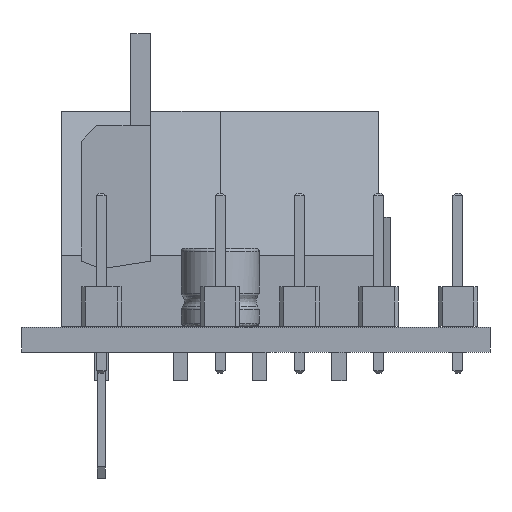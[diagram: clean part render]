
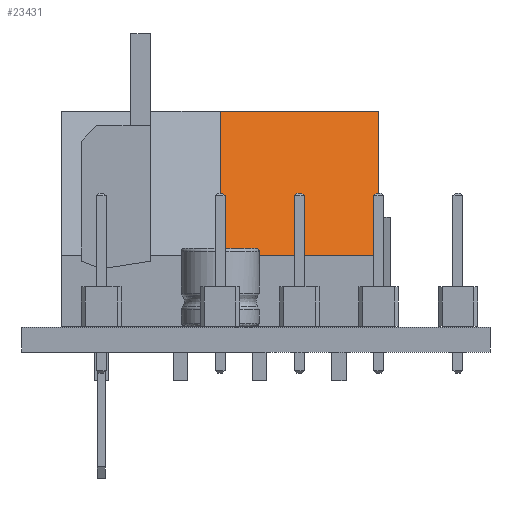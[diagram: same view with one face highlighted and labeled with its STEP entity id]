
A CAD part, left-side view. The second image highlights one B-rep face of the part: STEP entity #23431.
In plain terms, the highlighted face is planar.
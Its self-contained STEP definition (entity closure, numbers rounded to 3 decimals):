
#22940 = PLANE('',#22941);
#22941 = AXIS2_PLACEMENT_3D('',#22942,#22943,#22944);
#22942 = CARTESIAN_POINT('',(-2.54,0.3,6.9));
#22943 = DIRECTION('',(1.,0.,0.));
#22944 = DIRECTION('',(0.,0.,1.));
#23156 = VERTEX_POINT('',#23157);
#23157 = CARTESIAN_POINT('',(-2.54,5.2,4.57));
#23171 = PLANE('',#23172);
#23172 = AXIS2_PLACEMENT_3D('',#23173,#23174,#23175);
#23173 = CARTESIAN_POINT('',(-2.54,5.2,0.));
#23174 = DIRECTION('',(0.,-1.,0.));
#23175 = DIRECTION('',(0.,0.,1.));
#23183 = EDGE_CURVE('',#23184,#23156,#23186,.T.);
#23184 = VERTEX_POINT('',#23185);
#23185 = CARTESIAN_POINT('',(-2.54,2.2,13.8));
#23186 = SURFACE_CURVE('',#23187,(#23191,#23198),.PCURVE_S1.);
#23187 = LINE('',#23188,#23189);
#23188 = CARTESIAN_POINT('',(-2.54,2.2,13.8));
#23189 = VECTOR('',#23190,1.);
#23190 = DIRECTION('',(0.,0.309,-0.951));
#23191 = PCURVE('',#22940,#23192);
#23192 = DEFINITIONAL_REPRESENTATION('',(#23193),#23197);
#23193 = LINE('',#23194,#23195);
#23194 = CARTESIAN_POINT('',(6.9,-1.9));
#23195 = VECTOR('',#23196,1.);
#23196 = DIRECTION('',(-0.951,-0.309));
#23197 = ( GEOMETRIC_REPRESENTATION_CONTEXT(2) 
PARAMETRIC_REPRESENTATION_CONTEXT() REPRESENTATION_CONTEXT('2D SPACE',''
  ) );
#23198 = PCURVE('',#23199,#23204);
#23199 = PLANE('',#23200);
#23200 = AXIS2_PLACEMENT_3D('',#23201,#23202,#23203);
#23201 = CARTESIAN_POINT('',(-2.54,2.2,13.8));
#23202 = DIRECTION('',(0.,0.951,0.309));
#23203 = DIRECTION('',(0.,0.309,-0.951));
#23204 = DEFINITIONAL_REPRESENTATION('',(#23205),#23209);
#23205 = LINE('',#23206,#23207);
#23206 = CARTESIAN_POINT('',(0.,0.));
#23207 = VECTOR('',#23208,1.);
#23208 = DIRECTION('',(1.,0.));
#23209 = ( GEOMETRIC_REPRESENTATION_CONTEXT(2) 
PARAMETRIC_REPRESENTATION_CONTEXT() REPRESENTATION_CONTEXT('2D SPACE',''
  ) );
#23225 = PLANE('',#23226);
#23226 = AXIS2_PLACEMENT_3D('',#23227,#23228,#23229);
#23227 = CARTESIAN_POINT('',(-2.54,5.2,13.8));
#23228 = DIRECTION('',(0.,0.,-1.));
#23229 = DIRECTION('',(0.,-1.,0.));
#23279 = PLANE('',#23280);
#23280 = AXIS2_PLACEMENT_3D('',#23281,#23282,#23283);
#23281 = CARTESIAN_POINT('',(7.62,0.3,6.9));
#23282 = DIRECTION('',(1.,0.,0.));
#23283 = DIRECTION('',(0.,0.,1.));
#23317 = EDGE_CURVE('',#23184,#23318,#23320,.T.);
#23318 = VERTEX_POINT('',#23319);
#23319 = CARTESIAN_POINT('',(7.62,2.2,13.8));
#23320 = SURFACE_CURVE('',#23321,(#23325,#23332),.PCURVE_S1.);
#23321 = LINE('',#23322,#23323);
#23322 = CARTESIAN_POINT('',(-2.54,2.2,13.8));
#23323 = VECTOR('',#23324,1.);
#23324 = DIRECTION('',(1.,0.,0.));
#23325 = PCURVE('',#23225,#23326);
#23326 = DEFINITIONAL_REPRESENTATION('',(#23327),#23331);
#23327 = LINE('',#23328,#23329);
#23328 = CARTESIAN_POINT('',(3.,0.));
#23329 = VECTOR('',#23330,1.);
#23330 = DIRECTION('',(0.,-1.));
#23331 = ( GEOMETRIC_REPRESENTATION_CONTEXT(2) 
PARAMETRIC_REPRESENTATION_CONTEXT() REPRESENTATION_CONTEXT('2D SPACE',''
  ) );
#23332 = PCURVE('',#23199,#23333);
#23333 = DEFINITIONAL_REPRESENTATION('',(#23334),#23338);
#23334 = LINE('',#23335,#23336);
#23335 = CARTESIAN_POINT('',(0.,0.));
#23336 = VECTOR('',#23337,1.);
#23337 = DIRECTION('',(0.,-1.));
#23338 = ( GEOMETRIC_REPRESENTATION_CONTEXT(2) 
PARAMETRIC_REPRESENTATION_CONTEXT() REPRESENTATION_CONTEXT('2D SPACE',''
  ) );
#23431 = ADVANCED_FACE('',(#23432),#23199,.T.);
#23432 = FACE_BOUND('',#23433,.T.);
#23433 = EDGE_LOOP('',(#23434,#23435,#23458,#23479));
#23434 = ORIENTED_EDGE('',*,*,#23317,.T.);
#23435 = ORIENTED_EDGE('',*,*,#23436,.T.);
#23436 = EDGE_CURVE('',#23318,#23437,#23439,.T.);
#23437 = VERTEX_POINT('',#23438);
#23438 = CARTESIAN_POINT('',(7.62,5.2,4.57));
#23439 = SURFACE_CURVE('',#23440,(#23444,#23451),.PCURVE_S1.);
#23440 = LINE('',#23441,#23442);
#23441 = CARTESIAN_POINT('',(7.62,2.2,13.8));
#23442 = VECTOR('',#23443,1.);
#23443 = DIRECTION('',(0.,0.309,-0.951));
#23444 = PCURVE('',#23199,#23445);
#23445 = DEFINITIONAL_REPRESENTATION('',(#23446),#23450);
#23446 = LINE('',#23447,#23448);
#23447 = CARTESIAN_POINT('',(0.,-10.16));
#23448 = VECTOR('',#23449,1.);
#23449 = DIRECTION('',(1.,0.));
#23450 = ( GEOMETRIC_REPRESENTATION_CONTEXT(2) 
PARAMETRIC_REPRESENTATION_CONTEXT() REPRESENTATION_CONTEXT('2D SPACE',''
  ) );
#23451 = PCURVE('',#23279,#23452);
#23452 = DEFINITIONAL_REPRESENTATION('',(#23453),#23457);
#23453 = LINE('',#23454,#23455);
#23454 = CARTESIAN_POINT('',(6.9,-1.9));
#23455 = VECTOR('',#23456,1.);
#23456 = DIRECTION('',(-0.951,-0.309));
#23457 = ( GEOMETRIC_REPRESENTATION_CONTEXT(2) 
PARAMETRIC_REPRESENTATION_CONTEXT() REPRESENTATION_CONTEXT('2D SPACE',''
  ) );
#23458 = ORIENTED_EDGE('',*,*,#23459,.F.);
#23459 = EDGE_CURVE('',#23156,#23437,#23460,.T.);
#23460 = SURFACE_CURVE('',#23461,(#23465,#23472),.PCURVE_S1.);
#23461 = LINE('',#23462,#23463);
#23462 = CARTESIAN_POINT('',(-2.54,5.2,4.57));
#23463 = VECTOR('',#23464,1.);
#23464 = DIRECTION('',(1.,0.,0.));
#23465 = PCURVE('',#23199,#23466);
#23466 = DEFINITIONAL_REPRESENTATION('',(#23467),#23471);
#23467 = LINE('',#23468,#23469);
#23468 = CARTESIAN_POINT('',(9.705,0.));
#23469 = VECTOR('',#23470,1.);
#23470 = DIRECTION('',(0.,-1.));
#23471 = ( GEOMETRIC_REPRESENTATION_CONTEXT(2) 
PARAMETRIC_REPRESENTATION_CONTEXT() REPRESENTATION_CONTEXT('2D SPACE',''
  ) );
#23472 = PCURVE('',#23171,#23473);
#23473 = DEFINITIONAL_REPRESENTATION('',(#23474),#23478);
#23474 = LINE('',#23475,#23476);
#23475 = CARTESIAN_POINT('',(4.57,0.));
#23476 = VECTOR('',#23477,1.);
#23477 = DIRECTION('',(0.,-1.));
#23478 = ( GEOMETRIC_REPRESENTATION_CONTEXT(2) 
PARAMETRIC_REPRESENTATION_CONTEXT() REPRESENTATION_CONTEXT('2D SPACE',''
  ) );
#23479 = ORIENTED_EDGE('',*,*,#23183,.F.);
